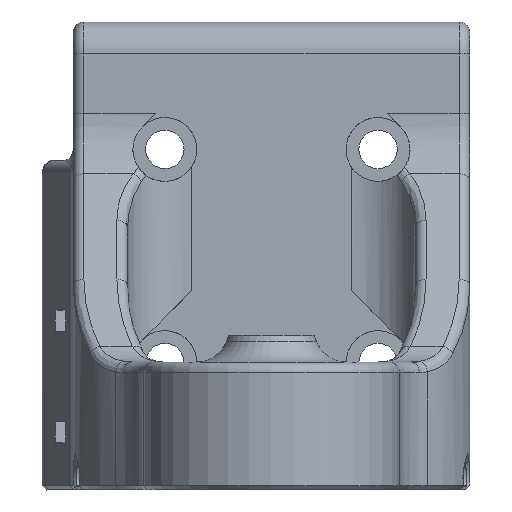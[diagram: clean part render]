
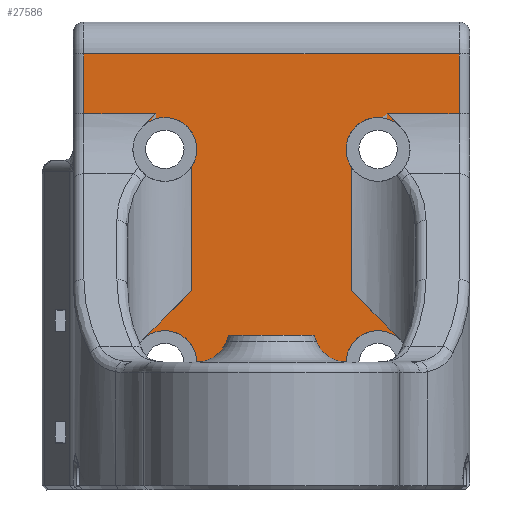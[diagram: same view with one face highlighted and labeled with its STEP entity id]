
A CAD part, front view. The second image highlights one B-rep face of the part: STEP entity #27586.
In plain terms, the highlighted planar face has unit normal (0, -1, 0).
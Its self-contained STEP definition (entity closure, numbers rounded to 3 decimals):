
#521=PLANE('',#29429);
#1432=LINE('',#40479,#3661);
#1605=LINE('',#41753,#3834);
#1606=LINE('',#41759,#3835);
#1609=LINE('',#41767,#3838);
#1610=LINE('',#41773,#3839);
#1613=LINE('',#41824,#3842);
#1616=LINE('',#41879,#3845);
#1624=LINE('',#41929,#3853);
#1634=LINE('',#41951,#3863);
#1635=LINE('',#41955,#3864);
#1636=LINE('',#41959,#3865);
#1637=LINE('',#41960,#3866);
#3661=VECTOR('',#32211,10.);
#3834=VECTOR('',#32750,10.);
#3835=VECTOR('',#32755,10.);
#3838=VECTOR('',#32762,10.);
#3839=VECTOR('',#32767,10.);
#3842=VECTOR('',#32778,10.);
#3845=VECTOR('',#32793,10.);
#3853=VECTOR('',#32849,10.);
#3863=VECTOR('',#32871,10.);
#3864=VECTOR('',#32876,10.);
#3865=VECTOR('',#32881,10.);
#3866=VECTOR('',#32882,10.);
#7057=FACE_OUTER_BOUND('',#8737,.T.);
#8737=EDGE_LOOP('',(#19407,#19408,#19409,#19410,#19411,#19412,#19413,#19414,
#19415,#19416,#19417,#19418,#19419,#19420,#19421,#19422,#19423));
#10514=CIRCLE('',#29389,3.);
#10518=CIRCLE('',#29396,3.);
#10536=CIRCLE('',#29430,3.);
#10537=CIRCLE('',#29431,3.);
#10538=CIRCLE('',#29432,3.);
#11773=VERTEX_POINT('',#40471);
#11774=VERTEX_POINT('',#40478);
#12015=VERTEX_POINT('',#41749);
#12016=VERTEX_POINT('',#41751);
#12017=VERTEX_POINT('',#41755);
#12019=VERTEX_POINT('',#41758);
#12021=VERTEX_POINT('',#41763);
#12022=VERTEX_POINT('',#41765);
#12023=VERTEX_POINT('',#41769);
#12025=VERTEX_POINT('',#41772);
#12029=VERTEX_POINT('',#41823);
#12037=VERTEX_POINT('',#41878);
#12045=VERTEX_POINT('',#41903);
#12047=VERTEX_POINT('',#41909);
#12057=VERTEX_POINT('',#41950);
#12058=VERTEX_POINT('',#41954);
#12059=VERTEX_POINT('',#41956);
#14434=EDGE_CURVE('',#11773,#11774,#1432,.T.);
#14771=EDGE_CURVE('',#12016,#12015,#1605,.T.);
#14773=EDGE_CURVE('',#12019,#12017,#1606,.T.);
#14777=EDGE_CURVE('',#12022,#12021,#1609,.T.);
#14779=EDGE_CURVE('',#12025,#12023,#1610,.T.);
#14781=EDGE_CURVE('',#12016,#11774,#10514,.T.);
#14787=EDGE_CURVE('',#12015,#12029,#1613,.T.);
#14797=EDGE_CURVE('',#12022,#12029,#10518,.T.);
#14799=EDGE_CURVE('',#12021,#12037,#1616,.T.);
#14823=EDGE_CURVE('',#12045,#12047,#1624,.T.);
#14834=EDGE_CURVE('',#12047,#12057,#1634,.T.);
#14836=EDGE_CURVE('',#12058,#12017,#1635,.T.);
#14837=EDGE_CURVE('',#12058,#12059,#10536,.T.);
#14838=EDGE_CURVE('',#12059,#12025,#10537,.T.);
#14839=EDGE_CURVE('',#12057,#12023,#1636,.T.);
#14840=EDGE_CURVE('',#12037,#12045,#1637,.T.);
#14841=EDGE_CURVE('',#11773,#12019,#10538,.T.);
#19407=ORIENTED_EDGE('',*,*,#14836,.F.);
#19408=ORIENTED_EDGE('',*,*,#14837,.T.);
#19409=ORIENTED_EDGE('',*,*,#14838,.T.);
#19410=ORIENTED_EDGE('',*,*,#14779,.T.);
#19411=ORIENTED_EDGE('',*,*,#14839,.F.);
#19412=ORIENTED_EDGE('',*,*,#14834,.F.);
#19413=ORIENTED_EDGE('',*,*,#14823,.F.);
#19414=ORIENTED_EDGE('',*,*,#14840,.F.);
#19415=ORIENTED_EDGE('',*,*,#14799,.F.);
#19416=ORIENTED_EDGE('',*,*,#14777,.F.);
#19417=ORIENTED_EDGE('',*,*,#14797,.T.);
#19418=ORIENTED_EDGE('',*,*,#14787,.F.);
#19419=ORIENTED_EDGE('',*,*,#14771,.F.);
#19420=ORIENTED_EDGE('',*,*,#14781,.T.);
#19421=ORIENTED_EDGE('',*,*,#14434,.F.);
#19422=ORIENTED_EDGE('',*,*,#14841,.T.);
#19423=ORIENTED_EDGE('',*,*,#14773,.T.);
#27586=ADVANCED_FACE('',(#7057),#521,.F.);
#29389=AXIS2_PLACEMENT_3D('',#41776,#32771,#32772);
#29396=AXIS2_PLACEMENT_3D('',#41870,#32789,#32790);
#29429=AXIS2_PLACEMENT_3D('',#41953,#32874,#32875);
#29430=AXIS2_PLACEMENT_3D('',#41957,#32877,#32878);
#29431=AXIS2_PLACEMENT_3D('',#41958,#32879,#32880);
#29432=AXIS2_PLACEMENT_3D('',#41961,#32883,#32884);
#32211=DIRECTION('',(-1.,0.,0.));
#32750=DIRECTION('',(0.707,0.,0.707));
#32755=DIRECTION('',(-0.707,0.,0.707));
#32762=DIRECTION('',(0.707,0.,0.707));
#32767=DIRECTION('',(-0.707,0.,0.707));
#32771=DIRECTION('center_axis',(0.,1.,0.));
#32772=DIRECTION('ref_axis',(1.,0.,0.));
#32778=DIRECTION('',(0.,0.,1.));
#32789=DIRECTION('center_axis',(0.,1.,0.));
#32790=DIRECTION('ref_axis',(1.,0.,0.));
#32793=DIRECTION('',(-1.,0.,0.));
#32849=DIRECTION('',(1.,0.,0.));
#32871=DIRECTION('',(0.,0.,-1.));
#32874=DIRECTION('center_axis',(0.,1.,0.));
#32875=DIRECTION('ref_axis',(0.,0.,
1.));
#32876=DIRECTION('',(0.,0.,-1.));
#32877=DIRECTION('center_axis',(0.,1.,0.));
#32878=DIRECTION('ref_axis',(1.,0.,0.));
#32879=DIRECTION('center_axis',(0.,1.,0.));
#32880=DIRECTION('ref_axis',(1.,0.,0.));
#32881=DIRECTION('',(-1.,0.,0.));
#32882=DIRECTION('',(0.,0.,1.));
#32883=DIRECTION('center_axis',(0.,1.,0.));
#32884=DIRECTION('ref_axis',(1.,0.,0.));
#40471=CARTESIAN_POINT('',(84.395,83.19,-342.277));
#40478=CARTESIAN_POINT('',(70.395,83.19,-342.277));
#40479=CARTESIAN_POINT('',(68.397,83.19,-342.277));
#41749=CARTESIAN_POINT('',(69.899,83.19,-335.53));
#41751=CARTESIAN_POINT('',(65.274,83.19,-340.155));
#41753=CARTESIAN_POINT('',(65.274,83.19,-340.155));
#41755=CARTESIAN_POINT('',(84.899,83.19,-335.538));
#41758=CARTESIAN_POINT('',(89.517,83.19,-340.155));
#41759=CARTESIAN_POINT('',(89.517,83.19,-340.155));
#41763=CARTESIAN_POINT('',(66.517,83.19,-318.913));
#41765=CARTESIAN_POINT('',(65.274,83.19,-320.155));
#41767=CARTESIAN_POINT('',(65.274,83.19,-320.155));
#41769=CARTESIAN_POINT('',(88.274,83.19,-318.913));
#41772=CARTESIAN_POINT('',(89.517,83.19,-320.155));
#41773=CARTESIAN_POINT('',(89.517,83.19,-320.155));
#41776=CARTESIAN_POINT('Origin',(67.395,83.19,-342.277));
#41823=CARTESIAN_POINT('',(69.899,83.19,-323.929));
#41824=CARTESIAN_POINT('',(69.899,83.19,-315.977));
#41870=CARTESIAN_POINT('Origin',(67.395,83.19,-322.277));
#41878=CARTESIAN_POINT('',(59.799,83.19,-318.913));
#41879=CARTESIAN_POINT('',(59.395,83.19,-318.913));
#41903=CARTESIAN_POINT('',(59.799,83.19,-313.327));
#41909=CARTESIAN_POINT('',(94.999,83.19,-313.327));
#41929=CARTESIAN_POINT('',(67.671,83.19,-313.327));
#41950=CARTESIAN_POINT('',(94.999,83.19,-318.913));
#41951=CARTESIAN_POINT('',(94.999,83.19,-335.927));
#41953=CARTESIAN_POINT('Origin',(59.395,83.19,-319.627));
#41954=CARTESIAN_POINT('',(84.899,83.19,-323.941));
#41955=CARTESIAN_POINT('',(84.899,83.19,-315.977));
#41956=CARTESIAN_POINT('',(84.395,83.19,-322.277));
#41957=CARTESIAN_POINT('Origin',(87.395,83.19,-322.277));
#41958=CARTESIAN_POINT('Origin',(87.395,83.19,-322.277));
#41959=CARTESIAN_POINT('',(59.395,83.19,-318.913));
#41960=CARTESIAN_POINT('',(59.799,83.19,-335.927));
#41961=CARTESIAN_POINT('Origin',(87.395,83.19,-342.277));
